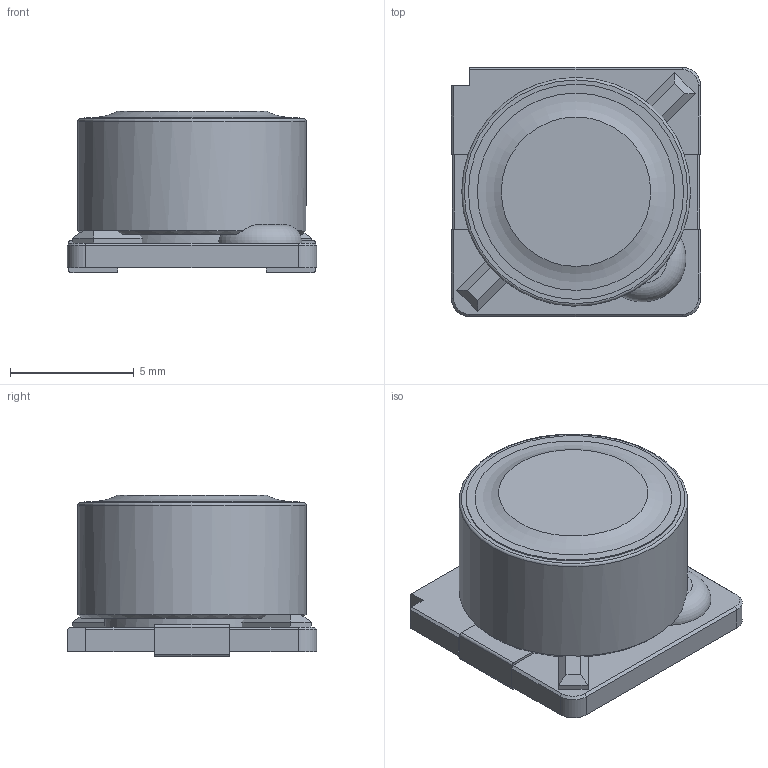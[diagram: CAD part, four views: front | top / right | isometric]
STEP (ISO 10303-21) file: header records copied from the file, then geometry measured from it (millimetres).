
FILE_DESCRIPTION(/* description */ (''),/* implementation_level */ '2;1');
FILE_NAME(/* name */ 'TDK - SLF10165.step',/* time_stamp */ '2019-11-24T16:01:47+00:00',/* author */ (''),/* organization */ (''),/* preprocessor_version */ 'ST-DEVELOPER v18',/* originating_system */ 'Autodesk Translation Framework v8.12.0.6',/* authorisation */ '');
FILE_SCHEMA (('AUTOMOTIVE_DESIGN { 1 0 10303 214 3 1 1 }'));
Length unit declared in the file: millimetre
Products named in the file (1): TDK - SLF10165
Bounding box: 10.1 x 10.1 x 6.53 mm (x, y, z)
Volume: 452.4 mm3; surface area: 477 mm2
Topology: 3 solids, 3 shells, 86 faces, 219 edges, 141 vertices
Faces by surface type: plane 67, cylinder 12, cone 4, torus 3
Full cylindrical faces by diameter (mm): 8.71 x1, 9.25 x1
Entity records: 2670 total; most frequent: CARTESIAN_POINT 482, ORIENTED_EDGE 442, DIRECTION 433, EDGE_CURVE 221, LINE 173, VECTOR 173, VERTEX_POINT 141, AXIS2_PLACEMENT_3D 130
